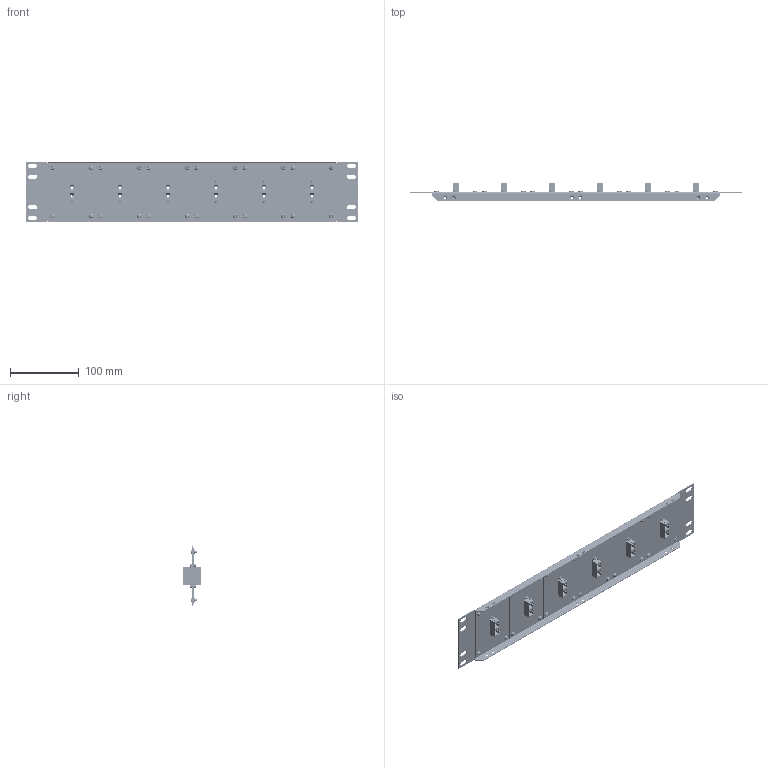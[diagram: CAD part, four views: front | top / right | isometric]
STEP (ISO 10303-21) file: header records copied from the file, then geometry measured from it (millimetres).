
FILE_DESCRIPTION (( 'STEP AP214' ), '1' );
FILE_NAME ('UPR35-6DSCB.STEP', '2017-05-26T20:30:13', ( 'L-Com' ), ( 'L-Com Global Connectivity' ), 'SwSTEP 2.0', 'SolidWorks 2014', '' );
FILE_SCHEMA (( 'AUTOMOTIVE_DESIGN' ));
Length unit declared in the file: inch
Products named in the file (11): UPR35-6DSCB; Pan head phillips_6-32 x .250 PAN HEAD SCREW SS; Pan head phillips_6-32 x .250 PAN HEAD SCREW; USP1FOPT-DSCB; 92146A003; 90730A003_90730A003; 91794A078_91794A078; FOA-005; 1AR17-008; UPR35-6B-MA1
Assembly tree (40 placements, depth 4):
  UPR35-6DSCB
    UPR35-6B-MA1
    USP1FOPT-DSCB  x6
      1AR17-008
      FOA-005
        FOA-005
      91794A078_91794A078
      90730A003_90730A003
      92146A003
    Pan head phillips_6-32 x .250 PAN HEAD SCREW  x6
    Pan head phillips_6-32 x .250 PAN HEAD SCREW SS  x18
Bounding box: 482.6 x 27.43 x 88.39 mm (x, y, z)
Volume: 107467.9 mm3; surface area: 168831.3 mm2
Topology: 73 solids, 73 shells, 4148 faces, 10742 edges, 6932 vertices
Faces by surface type: plane 2118, cylinder 1154, cone 600, torus 144, bspline 84, sphere 48
Entity records: 33665 total; most frequent: CARTESIAN_POINT 7588, ORIENTED_EDGE 4414, DIRECTION 4159, EDGE_CURVE 2207, VECTOR 1491, LINE 1491, VERTEX_POINT 1444, AXIS2_PLACEMENT_3D 1334
